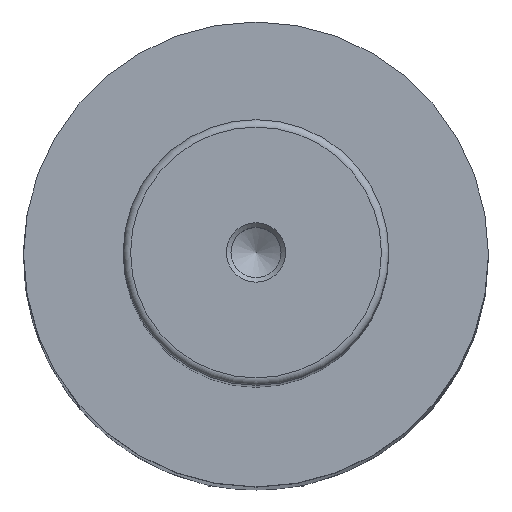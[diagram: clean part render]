
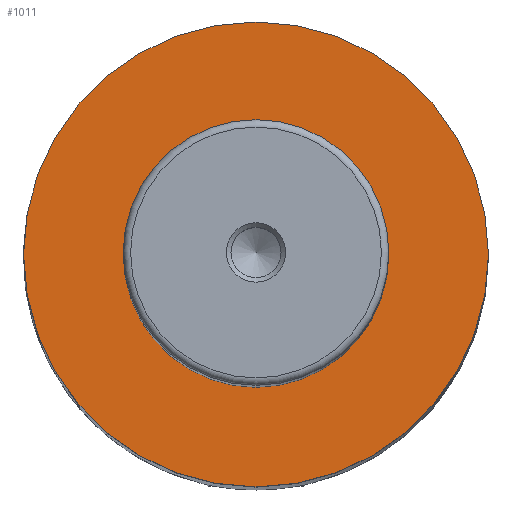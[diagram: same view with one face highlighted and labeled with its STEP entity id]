
A CAD part, top view. The second image highlights one B-rep face of the part: STEP entity #1011.
In plain terms, the highlighted planar face has unit normal (0, 0, 1).
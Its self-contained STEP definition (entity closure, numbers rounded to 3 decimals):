
#23=FACE_BOUND('',#321,.T.);
#31=PLANE('',#1160);
#258=FACE_OUTER_BOUND('',#320,.T.);
#320=EDGE_LOOP('',(#889,#890));
#321=EDGE_LOOP('',(#891,#892));
#405=CIRCLE('',#1140,18.);
#406=CIRCLE('',#1141,18.);
#407=CIRCLE('',#1143,31.5);
#408=CIRCLE('',#1144,31.5);
#494=VERTEX_POINT('',#1756);
#495=VERTEX_POINT('',#1757);
#496=VERTEX_POINT('',#1762);
#497=VERTEX_POINT('',#1764);
#623=EDGE_CURVE('',#494,#495,#405,.T.);
#624=EDGE_CURVE('',#495,#494,#406,.T.);
#627=EDGE_CURVE('',#496,#497,#407,.T.);
#628=EDGE_CURVE('',#497,#496,#408,.T.);
#889=ORIENTED_EDGE('',*,*,#628,.F.);
#890=ORIENTED_EDGE('',*,*,#627,.F.);
#891=ORIENTED_EDGE('',*,*,#623,.T.);
#892=ORIENTED_EDGE('',*,*,#624,.T.);
#1011=ADVANCED_FACE('',(#258,#23),#31,.T.);
#1140=AXIS2_PLACEMENT_3D('',#1758,#1391,#1392);
#1141=AXIS2_PLACEMENT_3D('',#1759,#1393,#1394);
#1143=AXIS2_PLACEMENT_3D('',#1765,#1399,#1400);
#1144=AXIS2_PLACEMENT_3D('',#1766,#1401,#1402);
#1160=AXIS2_PLACEMENT_3D('',#1788,#1435,#1436);
#1391=DIRECTION('center_axis',(0.,0.,-1.));
#1392=DIRECTION('ref_axis',(-1.,0.,0.));
#1393=DIRECTION('center_axis',(0.,0.,-1.));
#1394=DIRECTION('ref_axis',(-1.,0.,0.));
#1399=DIRECTION('center_axis',(0.,0.,-1.));
#1400=DIRECTION('ref_axis',(-1.,0.,0.));
#1401=DIRECTION('center_axis',(0.,0.,-1.));
#1402=DIRECTION('ref_axis',(-1.,0.,0.));
#1435=DIRECTION('center_axis',(0.,0.,1.));
#1436=DIRECTION('ref_axis',(1.,0.,0.));
#1756=CARTESIAN_POINT('',(-18.,0.,242.));
#1757=CARTESIAN_POINT('',(18.,0.,242.));
#1758=CARTESIAN_POINT('Origin',(0.,0.,242.));
#1759=CARTESIAN_POINT('Origin',(0.,0.,242.));
#1762=CARTESIAN_POINT('',(31.5,0.,242.));
#1764=CARTESIAN_POINT('',(-31.5,0.,242.));
#1765=CARTESIAN_POINT('Origin',(0.,0.,242.));
#1766=CARTESIAN_POINT('Origin',(0.,0.,242.));
#1788=CARTESIAN_POINT('Origin',(-26.,0.,242.));
